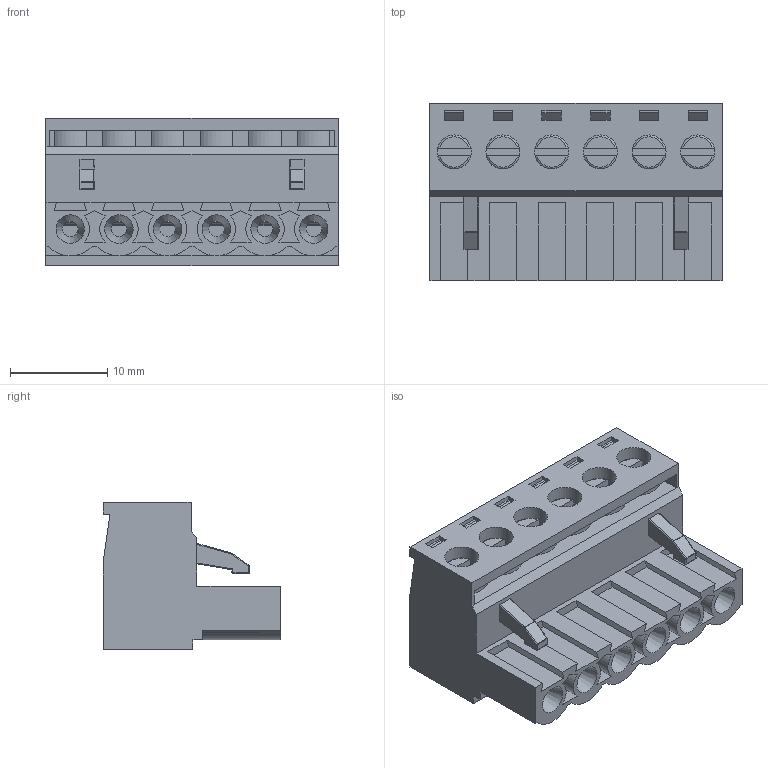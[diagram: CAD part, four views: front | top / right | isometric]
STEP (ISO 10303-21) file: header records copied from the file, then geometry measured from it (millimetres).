
FILE_DESCRIPTION( ( 'Unknown' ), '1' );
FILE_NAME( '691352710006.stp', 'Unknown', ( 'Unknown' ), ( 'Unknown' ), 'PSStep 14.0', 'Unknown', ' ' );
FILE_SCHEMA( ( 'AUTOMOTIVE_DESIGN { 1 0 10303 214 1 1 1 1 }' ) );
Length unit declared in the file: millimetre
Products named in the file (6): Assem1; 6913527100xx_PIN; 6913527100xxCAGE; 6913527100xx_VIS; 691352710006_COFFRE; 691352710006
Assembly tree (20 placements, depth 2):
  Assem1
    6913527100xx_PIN  x6
    6913527100xxCAGE  x6
    6913527100xx_VIS  x6
    691352710006_COFFRE
    691352710006
Bounding box: 30 x 18.2 x 15.1 mm (x, y, z)
Volume: 3400.2 mm3; surface area: 8950.4 mm2
Topology: 20 solids, 20 shells, 1270 faces, 3495 edges, 2282 vertices
Faces by surface type: plane 870, cylinder 348, cone 24, sphere 16, torus 12
Full cylindrical faces by diameter (mm): 2.7 x12, 3.5 x12
Entity records: 25951 total; most frequent: CARTESIAN_POINT 3646, ORIENTED_EDGE 3520, DIRECTION 3355, EDGE_CURVE 1760, LINE 1507, VECTOR 1507, VERTEX_POINT 1163, AXIS2_PLACEMENT_3D 924
